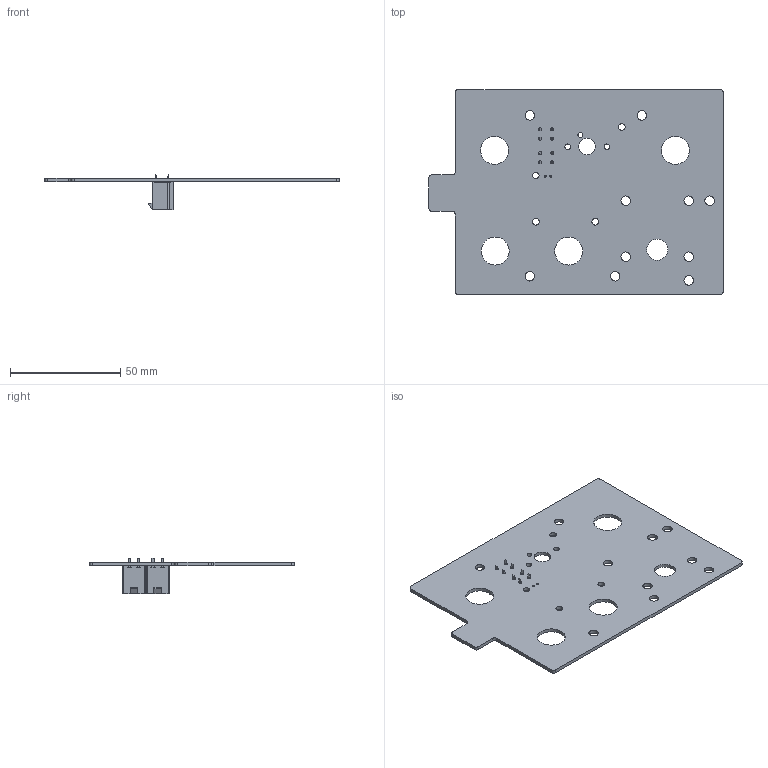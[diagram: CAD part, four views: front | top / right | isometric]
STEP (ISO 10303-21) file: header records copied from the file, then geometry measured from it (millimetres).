
FILE_DESCRIPTION(('KiCad electronic assembly'),'2;1');
FILE_NAME('ECS PANEL.step','2023-01-09T12:49:32',('Pcbnew'),('Kicad'), 'Open CASCADE STEP processor 7.6','KiCad to STEP converter','Unknown' );
FILE_SCHEMA(('AUTOMOTIVE_DESIGN { 1 0 10303 214 1 1 1 1 }'));
Length unit declared in the file: millimetre
Products named in the file (4): ECS PANEL 1; Molex_Mini-Fit_Jr_5566-04A_2x02_P4.20mm_Vertical; SOLID; ECS PANEL PCB
Assembly tree (4 placements, depth 3):
  ECS PANEL 1
    Molex_Mini-Fit_Jr_5566-04A_2x02_P4.20mm_Vertical  x2
      SOLID
    ECS PANEL PCB
Bounding box: 133.55 x 93.01 x 16.3 mm (x, y, z)
Volume: 18573.3 mm3; surface area: 25573.2 mm2
Topology: 3 solids, 3 shells, 309 faces, 833 edges, 554 vertices
Faces by surface type: plane 266, cylinder 43
Full cylindrical faces by diameter (mm): 0.9 x2, 1.4 x8, 2.269 x1, 2.5 x2, 2.928 x1, 3.1 x3, 4.3 x4, 4.305 x6, 7.5 x1, 9.525 x1, 12.7 x4
Entity records: 12236 total; most frequent: CARTESIAN_POINT 1987, DIRECTION 1923, LINE 1302, VECTOR 1302, ORIENTED_EDGE 980, PCURVE 980, DEFINITIONAL_REPRESENTATION 980, EDGE_CURVE 490
